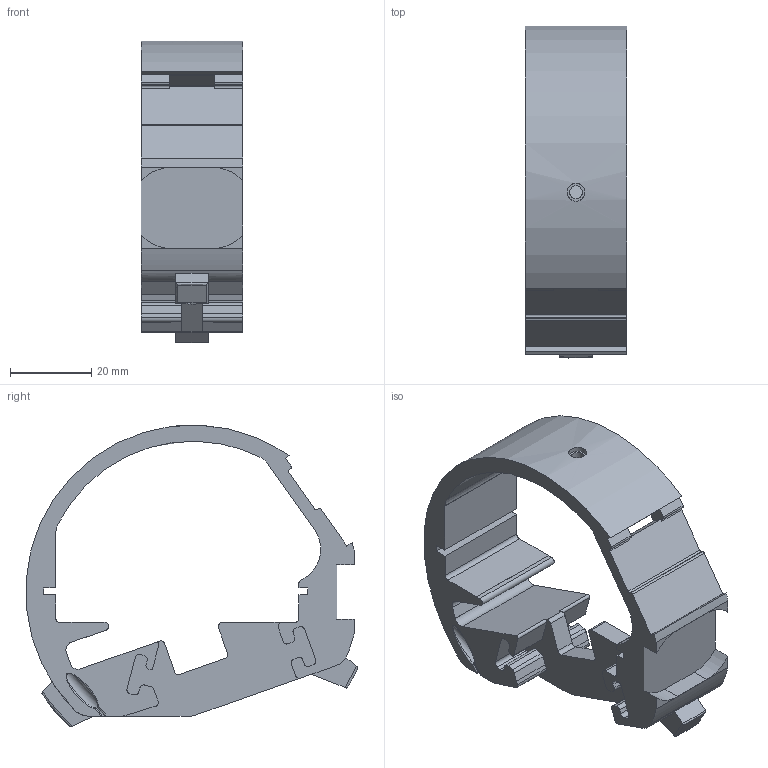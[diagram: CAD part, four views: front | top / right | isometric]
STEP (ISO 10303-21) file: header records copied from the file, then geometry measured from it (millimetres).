
FILE_DESCRIPTION(('FreeCAD Model'),'2;1');
FILE_NAME('Open CASCADE Shape Model','2025-05-03T07:10:32',(''),(''), 'Open CASCADE STEP processor 7.6','FreeCAD','Unknown');
FILE_SCHEMA(('AUTOMOTIVE_DESIGN { 1 0 10303 214 1 1 1 1 }'));
Length unit declared in the file: millimetre
Products named in the file (1): main_frame002
Bounding box: 25.04 x 81.81 x 74.44 mm (x, y, z)
Volume: 33623.6 mm3; surface area: 16536.7 mm2
Topology: 1 solids, 1 shells, 203 faces, 621 edges, 415 vertices
Faces by surface type: plane 104, cylinder 85, bspline 12, sphere 2
Full cylindrical faces by diameter (mm): 3.2 x1, 4.4 x1
Entity records: 10357 total; most frequent: CARTESIAN_POINT 4788, ORIENTED_EDGE 1236, DIRECTION 1112, EDGE_CURVE 618, VERTEX_POINT 415, LINE 376, VECTOR 376, AXIS2_PLACEMENT_3D 368
